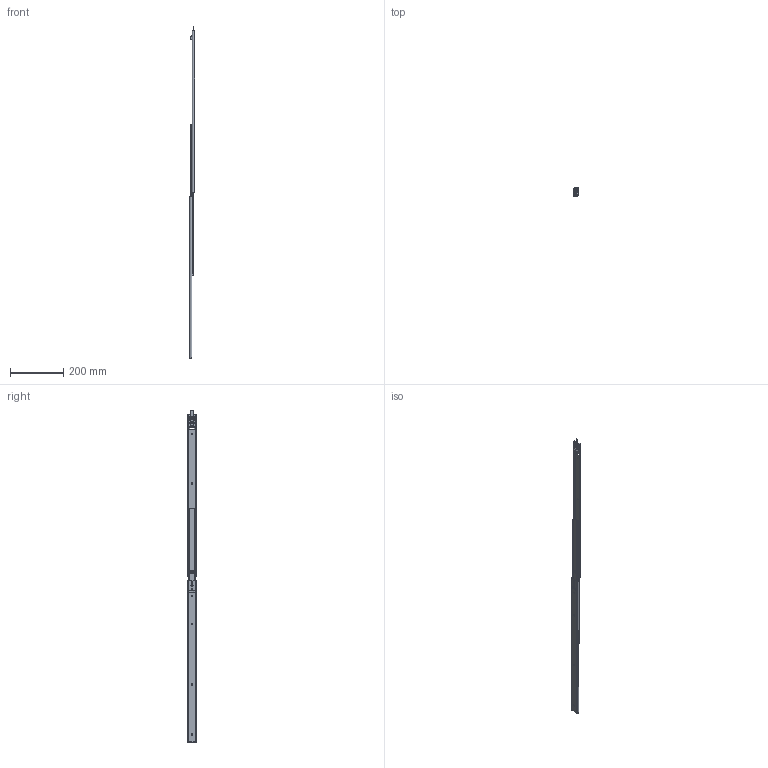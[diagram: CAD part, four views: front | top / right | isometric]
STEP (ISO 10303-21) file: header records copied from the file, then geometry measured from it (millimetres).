
FILE_DESCRIPTION (( 'STEP AP203' ), '1' );
FILE_NAME ('U31CL-24.STEP', '2022-02-17T03:56:53', ( '' ), ( '' ), 'SwSTEP 2.0', 'SolidWorks 2019', '' );
FILE_SCHEMA (( 'CONFIG_CONTROL_DESIGN' ));
Length unit declared in the file: millimetre
Products named in the file (7): IM U31CL-24; OM-A U31CL-24; PN258 ロック; PN257　レバー; U31CL-24; OM-B U31CL-24; PN259 ピン（カシメ代無し）
Assembly tree (7 placements, depth 2):
  U31CL-24
    OM-A U31CL-24
    IM U31CL-24  x2
    OM-B U31CL-24
    PN258 ロック
    PN257　レバー
    PN259 ピン（カシメ代無し）
Bounding box: 19 x 35.08 x 1250.6 mm (x, y, z)
Volume: 141272.2 mm3; surface area: 196639.1 mm2
Topology: 7 solids, 7 shells, 425 faces, 1180 edges, 764 vertices
Faces by surface type: plane 205, cylinder 196, torus 24
Entity records: 13164 total; most frequent: CARTESIAN_POINT 2522, DIRECTION 2102, ORIENTED_EDGE 2096, EDGE_CURVE 1048, AXIS2_PLACEMENT_3D 744, VERTEX_POINT 676, LINE 614, VECTOR 614
